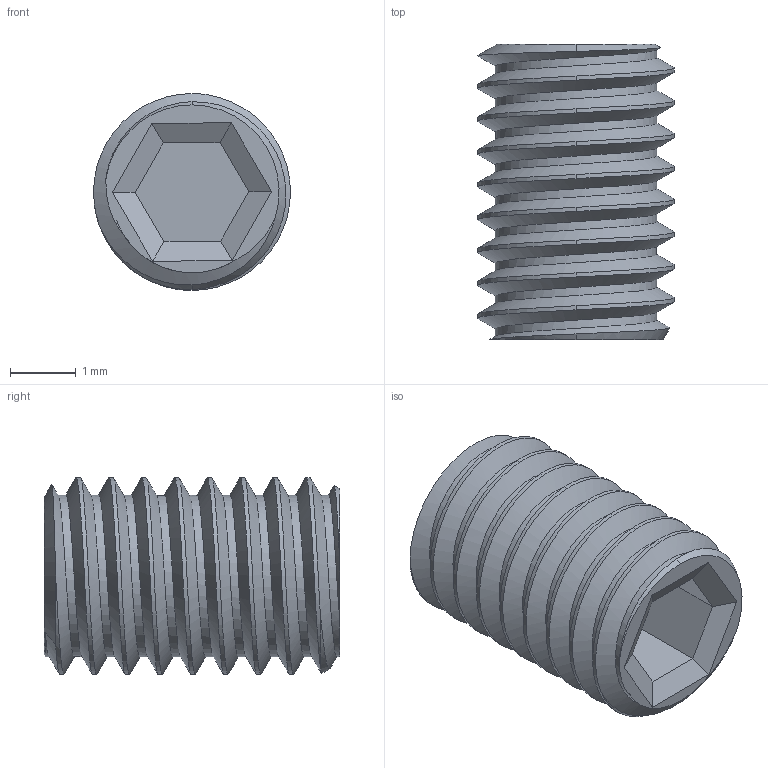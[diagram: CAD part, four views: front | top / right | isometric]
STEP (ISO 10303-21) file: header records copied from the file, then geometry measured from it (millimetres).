
FILE_DESCRIPTION (( 'STEP AP214' ), '1' );
FILE_NAME ('11-3204.STEP', '2025-08-25T09:38:59', ( '' ), ( '' ), 'SwSTEP 2.0', 'SolidWorks 2025', '' );
FILE_SCHEMA (( 'AUTOMOTIVE_DESIGN' ));
Length unit declared in the file: millimetre
Products named in the file (1): 11-3204
Bounding box: 3 x 4.5 x 3 mm (x, y, z)
Volume: 18.7 mm3; surface area: 89.2 mm2
Topology: 1 solids, 1 shells, 40 faces, 105 edges, 68 vertices
Faces by surface type: cylinder 17, plane 15, cone 5, bspline 3
Entity records: 2847 total; most frequent: CARTESIAN_POINT 1978, ORIENTED_EDGE 210, DIRECTION 138, EDGE_CURVE 105, VERTEX_POINT 68, VECTOR 50, LINE 50, AXIS2_PLACEMENT_3D 44
